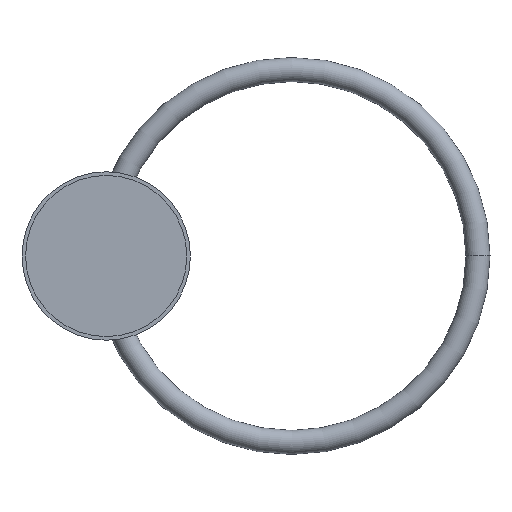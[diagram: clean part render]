
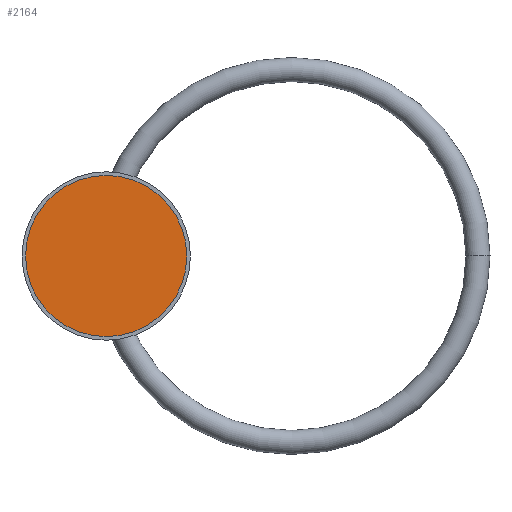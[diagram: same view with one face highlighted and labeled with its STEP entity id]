
A CAD part, left-side view. The second image highlights one B-rep face of the part: STEP entity #2164.
In plain terms, the highlighted planar face has unit normal (-1, 0, 0).
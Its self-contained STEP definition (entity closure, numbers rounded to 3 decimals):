
#36 = EDGE_LOOP ( 'NONE', ( #38, #166 ) ) ;
#38 = ORIENTED_EDGE ( 'NONE', *, *, #859, .T. ) ;
#78 = VERTEX_POINT ( 'NONE', #1574 ) ;
#166 = ORIENTED_EDGE ( 'NONE', *, *, #963, .T. ) ;
#224 = CIRCLE ( 'NONE', #908, 33.5 ) ;
#506 = FACE_OUTER_BOUND ( 'NONE', #36, .T. ) ;
#510 = CIRCLE ( 'NONE', #771, 33.5 ) ;
#621 = VERTEX_POINT ( 'NONE', #1108 ) ;
#771 = AXIS2_PLACEMENT_3D ( 'NONE', #1761, #1760, #1759 ) ;
#815 = AXIS2_PLACEMENT_3D ( 'NONE', #1924, #1974, #2032 ) ;
#859 = EDGE_CURVE ( 'NONE', #621, #78, #224, .T. ) ;
#908 = AXIS2_PLACEMENT_3D ( 'NONE', #1589, #1605, #1235 ) ;
#963 = EDGE_CURVE ( 'NONE', #78, #621, #510, .T. ) ;
#1108 = CARTESIAN_POINT ( 'NONE',  ( -1.5, 0., -33.5 ) ) ;
#1235 = DIRECTION ( 'NONE',  ( 0., 0., -1. ) ) ;
#1574 = CARTESIAN_POINT ( 'NONE',  ( -1.5, 0., 33.5 ) ) ;
#1589 = CARTESIAN_POINT ( 'NONE',  ( -1.5, 0., 0. ) ) ;
#1605 = DIRECTION ( 'NONE',  ( -1., 0., 0. ) ) ;
#1759 = DIRECTION ( 'NONE',  ( 0., 0., -1. ) ) ;
#1760 = DIRECTION ( 'NONE',  ( -1., 0., 0. ) ) ;
#1761 = CARTESIAN_POINT ( 'NONE',  ( -1.5, 0., 0. ) ) ;
#1924 = CARTESIAN_POINT ( 'NONE',  ( -1.5, 0., -16.5 ) ) ;
#1974 = DIRECTION ( 'NONE',  ( 1., 0., 0. ) ) ;
#1975 = PLANE ( 'NONE',  #815 ) ;
#2032 = DIRECTION ( 'NONE',  ( 0., 0., -1. ) ) ;
#2164 = ADVANCED_FACE ( 'NONE', ( #506 ), #1975, .F. ) ;
